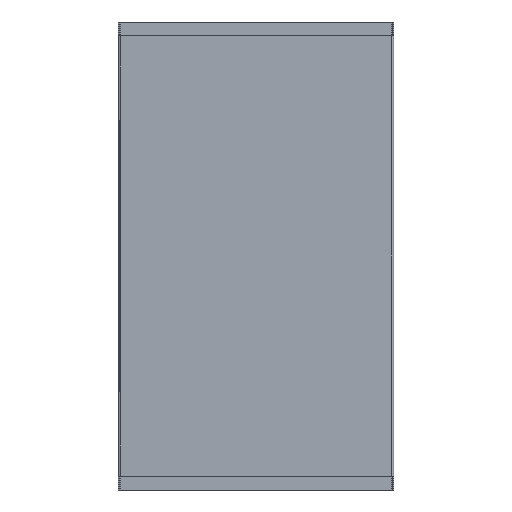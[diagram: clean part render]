
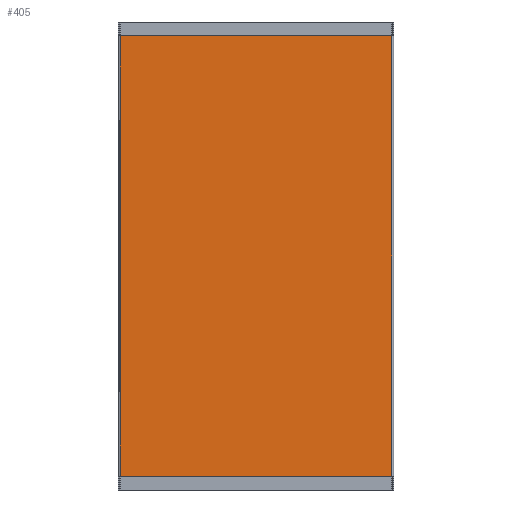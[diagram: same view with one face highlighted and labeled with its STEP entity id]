
A CAD part, front view. The second image highlights one B-rep face of the part: STEP entity #405.
In plain terms, the highlighted planar face has unit normal (0, -1, 0).
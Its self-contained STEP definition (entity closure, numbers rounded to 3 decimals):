
#1 = VERTEX_POINT ( 'NONE', #810 ) ;
#38 = CARTESIAN_POINT ( 'NONE',  ( 819.419, 23.028, -1577. ) ) ;
#103 = DIRECTION ( 'NONE',  ( -1., 0., 0. ) ) ;
#114 = CARTESIAN_POINT ( 'NONE',  ( 819.419, 23.028, -1587. ) ) ;
#170 = CARTESIAN_POINT ( 'NONE',  ( 1016.372, 23.028, -1897. ) ) ;
#191 = LINE ( 'NONE', #170, #2957 ) ;
#197 = VECTOR ( 'NONE', #654, 1000. ) ;
#279 = LINE ( 'NONE', #3392, #807 ) ;
#346 = DIRECTION ( 'NONE',  ( 1., 0., 0. ) ) ;
#405 = ADVANCED_FACE ( 'NONE', ( #2553 ), #1031, .F. ) ;
#536 = ORIENTED_EDGE ( 'NONE', *, *, #2186, .F. ) ;
#555 = AXIS2_PLACEMENT_3D ( 'NONE', #759, #2653, #1046 ) ;
#595 = CARTESIAN_POINT ( 'NONE',  ( 1016.372, 23.028, -1897. ) ) ;
#618 = CARTESIAN_POINT ( 'NONE',  ( 819.419, 23.028, -1810.5 ) ) ;
#654 = DIRECTION ( 'NONE',  ( 0., 0., 1. ) ) ;
#675 = LINE ( 'NONE', #618, #2029 ) ;
#759 = CARTESIAN_POINT ( 'NONE',  ( 893.514, 23.028, -1526.584 ) ) ;
#807 = VECTOR ( 'NONE', #3264, 1000. ) ;
#810 = CARTESIAN_POINT ( 'NONE',  ( 1016.372, 23.028, -1577. ) ) ;
#886 = VECTOR ( 'NONE', #346, 1000. ) ;
#890 = LINE ( 'NONE', #2473, #197 ) ;
#936 = DIRECTION ( 'NONE',  ( 0., 0., 1. ) ) ;
#976 = VECTOR ( 'NONE', #2165, 1000. ) ;
#1031 = PLANE ( 'NONE',  #555 ) ;
#1046 = DIRECTION ( 'NONE',  ( 0., 0., 1. ) ) ;
#1073 = ORIENTED_EDGE ( 'NONE', *, *, #2272, .F. ) ;
#1087 = CARTESIAN_POINT ( 'NONE',  ( 819.419, 23.028, -1835.5 ) ) ;
#1277 = EDGE_LOOP ( 'NONE', ( #1568, #1073, #3218, #1281, #536, #1654 ) ) ;
#1281 = ORIENTED_EDGE ( 'NONE', *, *, #2227, .F. ) ;
#1460 = CARTESIAN_POINT ( 'NONE',  ( 819.419, 23.028, -1897. ) ) ;
#1568 = ORIENTED_EDGE ( 'NONE', *, *, #2458, .F. ) ;
#1654 = ORIENTED_EDGE ( 'NONE', *, *, #2120, .F. ) ;
#1753 = VERTEX_POINT ( 'NONE', #1087 ) ;
#1998 = VERTEX_POINT ( 'NONE', #2516 ) ;
#2029 = VECTOR ( 'NONE', #936, 1000. ) ;
#2034 = VERTEX_POINT ( 'NONE', #2407 ) ;
#2120 = EDGE_CURVE ( 'NONE', #2928, #1753, #675, .T. ) ;
#2165 = DIRECTION ( 'NONE',  ( 0., 0., 1. ) ) ;
#2186 = EDGE_CURVE ( 'NONE', #1753, #2034, #3122, .T. ) ;
#2227 = EDGE_CURVE ( 'NONE', #2034, #1998, #890, .T. ) ;
#2272 = EDGE_CURVE ( 'NONE', #1, #2409, #279, .T. ) ;
#2321 = LINE ( 'NONE', #38, #886 ) ;
#2407 = CARTESIAN_POINT ( 'NONE',  ( 819.419, 23.028, -1638.5 ) ) ;
#2409 = VERTEX_POINT ( 'NONE', #595 ) ;
#2458 = EDGE_CURVE ( 'NONE', #2409, #2928, #191, .T. ) ;
#2473 = CARTESIAN_POINT ( 'NONE',  ( 819.419, 23.028, -1810.5 ) ) ;
#2479 = EDGE_CURVE ( 'NONE', #1998, #1, #2321, .T. ) ;
#2516 = CARTESIAN_POINT ( 'NONE',  ( 819.419, 23.028, -1577. ) ) ;
#2553 = FACE_OUTER_BOUND ( 'NONE', #1277, .T. ) ;
#2653 = DIRECTION ( 'NONE',  ( 0., 1., 0. ) ) ;
#2928 = VERTEX_POINT ( 'NONE', #1460 ) ;
#2957 = VECTOR ( 'NONE', #103, 1000. ) ;
#3122 = LINE ( 'NONE', #114, #976 ) ;
#3218 = ORIENTED_EDGE ( 'NONE', *, *, #2479, .F. ) ;
#3264 = DIRECTION ( 'NONE',  ( 0., 0., -1. ) ) ;
#3392 = CARTESIAN_POINT ( 'NONE',  ( 1016.372, 23.028, -1887. ) ) ;
